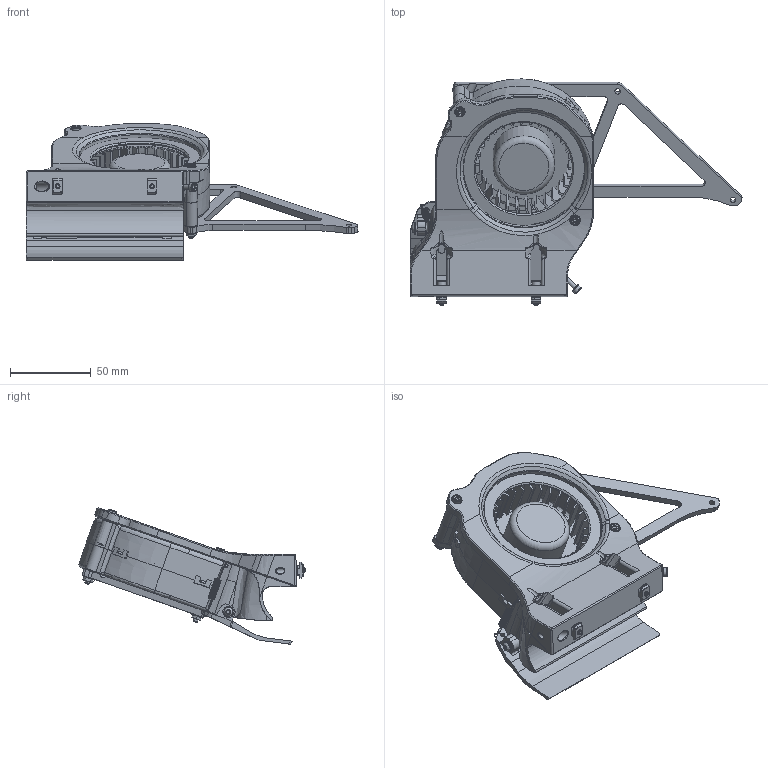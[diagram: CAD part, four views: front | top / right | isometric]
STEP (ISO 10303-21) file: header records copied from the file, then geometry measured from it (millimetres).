
FILE_DESCRIPTION(/* description */ (''),/* implementation_level */ '2;1');
FILE_NAME(/* name */ 'Aux Fan.step',/* time_stamp */ '2024-01-25T23:52:37Z',/* author */ (''),/* organization */ (''),/* preprocessor_version */ 'ST-DEVELOPER v20',/* originating_system */ 'Autodesk Translation Framework v12.14.0.127',/* authorisation */ '');
FILE_SCHEMA (('AUTOMOTIVE_DESIGN { 1 0 10303 214 3 1 1 }'));
Products named in the file (15): Aux Fan; Fan Blower 97x33; Flap HF; Fins; Hardware; HW1868SC; HW1508NC; Screw Button Head M3 12mm; Washer M3 7x0.5mm; HW1665NC; HW1292SC; Heat Insert M3 Short 5x4; Spring; Top; Joining Bracket
Assembly tree (26 placements, depth 3):
  Aux Fan
    Fan Blower 97x33
    Flap HF
    Fins
    Hardware
      HW1868SC  x2
      HW1508NC  x2
      Washer M3 7x0.5mm  x4
      Screw Button Head M3 12mm  x2
      Heat Insert M3 Short 5x4  x3
      HW1665NC  x2
      HW1292SC  x4
      Spring
    Top
    Joining Bracket
Bounding box: 205.07 x 139.71 x 84.23 mm (x, y, z)
Volume: 180513.1 mm3; surface area: 141248.9 mm2
Topology: 38 solids, 38 shells, 2085 faces, 5519 edges, 3492 vertices
Faces by surface type: plane 855, bspline 566, cylinder 480, cone 131, torus 31, sphere 22
Full cylindrical faces by diameter (mm): 0.344 x2, 2.1 x6, 2.3 x2, 2.529 x20, 2.927 x6, 2.965 x2, 3 x4, 3.086 x21, 3.2 x4, 3.3 x3, 3.321 x1, 3.4 x2, 3.485 x2, 3.5 x4, 3.726 x1, 4 x6, 4.2 x1, 4.25 x3, 4.4 x2, 4.5 x4, 5.5 x6, 5.7 x2, 6 x1, 6.1 x3, 6.45 x2, 6.5 x2, 7 x4, 8 x2, 8.14 x1, 9.4 x1
Entity records: 111885 total; most frequent: CARTESIAN_POINT 74503, ORIENTED_EDGE 8680, DIRECTION 6124, EDGE_CURVE 4340, VERTEX_POINT 2769, AXIS2_PLACEMENT_3D 2066, LINE 1992, VECTOR 1992
